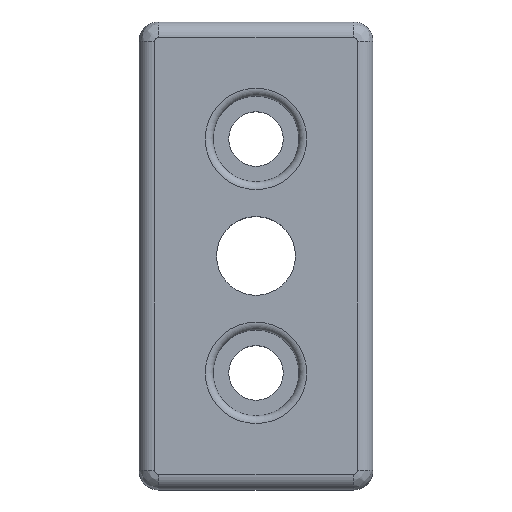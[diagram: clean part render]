
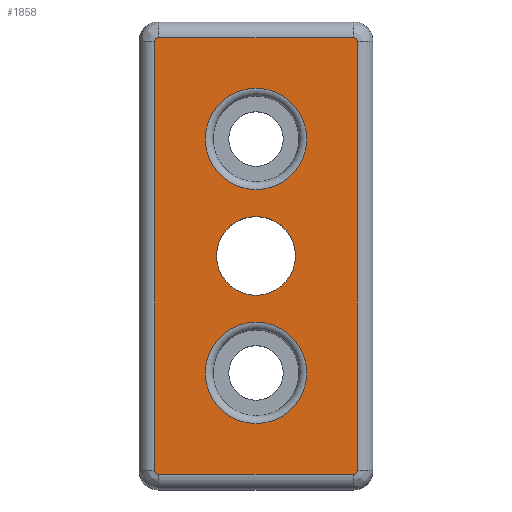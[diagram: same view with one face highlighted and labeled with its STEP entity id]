
A CAD part, top view. The second image highlights one B-rep face of the part: STEP entity #1858.
In plain terms, the highlighted planar face has unit normal (0, 0, 1).
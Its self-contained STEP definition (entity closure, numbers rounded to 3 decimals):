
#19=FACE_BOUND('',#191,.T.);
#20=FACE_BOUND('',#192,.T.);
#21=FACE_BOUND('',#193,.T.);
#35=PLANE('',#1993);
#83=FACE_OUTER_BOUND('',#190,.T.);
#190=EDGE_LOOP('',(#1238,#1239,#1240,#1241,#1242,#1243,#1244,#1245));
#191=EDGE_LOOP('',(#1246,#1247));
#192=EDGE_LOOP('',(#1248,#1249));
#193=EDGE_LOOP('',(#1250,#1251));
#312=LINE('',#2870,#465);
#313=LINE('',#2874,#466);
#314=LINE('',#2878,#467);
#315=LINE('',#2881,#468);
#465=VECTOR('',#2246,1000.);
#466=VECTOR('',#2249,1000.);
#467=VECTOR('',#2252,1000.);
#468=VECTOR('',#2255,1000.);
#617=CIRCLE('',#1984,5.053);
#618=CIRCLE('',#1985,5.053);
#620=CIRCLE('',#1988,6.5);
#621=CIRCLE('',#1989,6.5);
#625=CIRCLE('',#1994,0.5);
#626=CIRCLE('',#1995,0.5);
#627=CIRCLE('',#1996,0.5);
#628=CIRCLE('',#1997,0.5);
#629=CIRCLE('',#1998,6.5);
#630=CIRCLE('',#1999,6.5);
#750=VERTEX_POINT('',#2848);
#751=VERTEX_POINT('',#2849);
#753=VERTEX_POINT('',#2856);
#754=VERTEX_POINT('',#2857);
#757=VERTEX_POINT('',#2866);
#758=VERTEX_POINT('',#2867);
#759=VERTEX_POINT('',#2869);
#760=VERTEX_POINT('',#2871);
#761=VERTEX_POINT('',#2873);
#762=VERTEX_POINT('',#2875);
#763=VERTEX_POINT('',#2877);
#764=VERTEX_POINT('',#2879);
#765=VERTEX_POINT('',#2882);
#766=VERTEX_POINT('',#2883);
#941=EDGE_CURVE('',#750,#751,#617,.T.);
#942=EDGE_CURVE('',#751,#750,#618,.T.);
#945=EDGE_CURVE('',#753,#754,#620,.T.);
#946=EDGE_CURVE('',#754,#753,#621,.T.);
#950=EDGE_CURVE('',#757,#758,#625,.F.);
#951=EDGE_CURVE('',#758,#759,#312,.F.);
#952=EDGE_CURVE('',#759,#760,#626,.F.);
#953=EDGE_CURVE('',#760,#761,#313,.F.);
#954=EDGE_CURVE('',#761,#762,#627,.F.);
#955=EDGE_CURVE('',#762,#763,#314,.F.);
#956=EDGE_CURVE('',#763,#764,#628,.F.);
#957=EDGE_CURVE('',#764,#757,#315,.F.);
#958=EDGE_CURVE('',#765,#766,#629,.T.);
#959=EDGE_CURVE('',#766,#765,#630,.T.);
#1238=ORIENTED_EDGE('',*,*,#950,.T.);
#1239=ORIENTED_EDGE('',*,*,#951,.T.);
#1240=ORIENTED_EDGE('',*,*,#952,.T.);
#1241=ORIENTED_EDGE('',*,*,#953,.T.);
#1242=ORIENTED_EDGE('',*,*,#954,.T.);
#1243=ORIENTED_EDGE('',*,*,#955,.T.);
#1244=ORIENTED_EDGE('',*,*,#956,.T.);
#1245=ORIENTED_EDGE('',*,*,#957,.T.);
#1246=ORIENTED_EDGE('',*,*,#941,.T.);
#1247=ORIENTED_EDGE('',*,*,#942,.T.);
#1248=ORIENTED_EDGE('',*,*,#945,.T.);
#1249=ORIENTED_EDGE('',*,*,#946,.T.);
#1250=ORIENTED_EDGE('',*,*,#958,.T.);
#1251=ORIENTED_EDGE('',*,*,#959,.T.);
#1858=ADVANCED_FACE('',(#83,#19,#20,#21),#35,.F.);
#1984=AXIS2_PLACEMENT_3D('',#2850,#2223,#2224);
#1985=AXIS2_PLACEMENT_3D('',#2851,#2225,#2226);
#1988=AXIS2_PLACEMENT_3D('',#2858,#2232,#2233);
#1989=AXIS2_PLACEMENT_3D('',#2859,#2234,#2235);
#1993=AXIS2_PLACEMENT_3D('',#2865,#2242,#2243);
#1994=AXIS2_PLACEMENT_3D('',#2868,#2244,#2245);
#1995=AXIS2_PLACEMENT_3D('',#2872,#2247,#2248);
#1996=AXIS2_PLACEMENT_3D('',#2876,#2250,#2251);
#1997=AXIS2_PLACEMENT_3D('',#2880,#2253,#2254);
#1998=AXIS2_PLACEMENT_3D('',#2884,#2256,#2257);
#1999=AXIS2_PLACEMENT_3D('',#2885,#2258,#2259);
#2223=DIRECTION('center_axis',(0.,0.,-1.));
#2224=DIRECTION('ref_axis',(1.,0.,0.));
#2225=DIRECTION('center_axis',(0.,0.,-1.));
#2226=DIRECTION('ref_axis',(1.,0.,0.));
#2232=DIRECTION('center_axis',(0.,0.,-1.));
#2233=DIRECTION('ref_axis',(-1.,0.,0.));
#2234=DIRECTION('center_axis',(0.,0.,-1.));
#2235=DIRECTION('ref_axis',(-1.,0.,0.));
#2242=DIRECTION('center_axis',(0.,0.,-1.));
#2243=DIRECTION('ref_axis',(-1.,0.,0.));
#2244=DIRECTION('center_axis',(0.,0.,-1.));
#2245=DIRECTION('ref_axis',(-1.,0.,0.));
#2246=DIRECTION('',(1.,0.,0.));
#2247=DIRECTION('center_axis',(0.,0.,-1.));
#2248=DIRECTION('ref_axis',(-1.,0.,0.));
#2249=DIRECTION('',(0.,1.,0.));
#2250=DIRECTION('center_axis',(0.,0.,-1.));
#2251=DIRECTION('ref_axis',(-1.,0.,0.));
#2252=DIRECTION('',(-1.,0.,0.));
#2253=DIRECTION('center_axis',(0.,0.,-1.));
#2254=DIRECTION('ref_axis',(-1.,0.,0.));
#2255=DIRECTION('',(0.,-1.,0.));
#2256=DIRECTION('center_axis',(0.,0.,-1.));
#2257=DIRECTION('ref_axis',(-1.,0.,0.));
#2258=DIRECTION('center_axis',(0.,0.,-1.));
#2259=DIRECTION('ref_axis',(-1.,0.,0.));
#2848=CARTESIAN_POINT('',(5.053,0.,12.));
#2849=CARTESIAN_POINT('',(-5.053,0.,12.));
#2850=CARTESIAN_POINT('Origin',(0.,0.,12.));
#2851=CARTESIAN_POINT('Origin',(0.,0.,12.));
#2856=CARTESIAN_POINT('',(-6.5,15.,12.));
#2857=CARTESIAN_POINT('',(6.5,15.,12.));
#2858=CARTESIAN_POINT('Origin',(0.,15.,12.));
#2859=CARTESIAN_POINT('Origin',(0.,15.,12.));
#2865=CARTESIAN_POINT('Origin',(-12.5,27.5,12.));
#2866=CARTESIAN_POINT('',(13.,27.5,12.));
#2867=CARTESIAN_POINT('',(12.5,28.,12.));
#2868=CARTESIAN_POINT('Origin',(12.5,27.5,12.));
#2869=CARTESIAN_POINT('',(-12.5,28.,12.));
#2870=CARTESIAN_POINT('',(-12.5,28.,12.));
#2871=CARTESIAN_POINT('',(-13.,27.5,12.));
#2872=CARTESIAN_POINT('Origin',(-12.5,27.5,12.));
#2873=CARTESIAN_POINT('',(-13.,-27.5,12.));
#2874=CARTESIAN_POINT('',(-13.,-27.5,12.));
#2875=CARTESIAN_POINT('',(-12.5,-28.,12.));
#2876=CARTESIAN_POINT('Origin',(-12.5,-27.5,12.));
#2877=CARTESIAN_POINT('',(12.5,-28.,12.));
#2878=CARTESIAN_POINT('',(12.5,-28.,12.));
#2879=CARTESIAN_POINT('',(13.,-27.5,12.));
#2880=CARTESIAN_POINT('Origin',(12.5,-27.5,12.));
#2881=CARTESIAN_POINT('',(13.,27.5,12.));
#2882=CARTESIAN_POINT('',(-6.5,-15.,12.));
#2883=CARTESIAN_POINT('',(6.5,-15.,12.));
#2884=CARTESIAN_POINT('Origin',(0.,-15.,12.));
#2885=CARTESIAN_POINT('Origin',(0.,-15.,12.));
